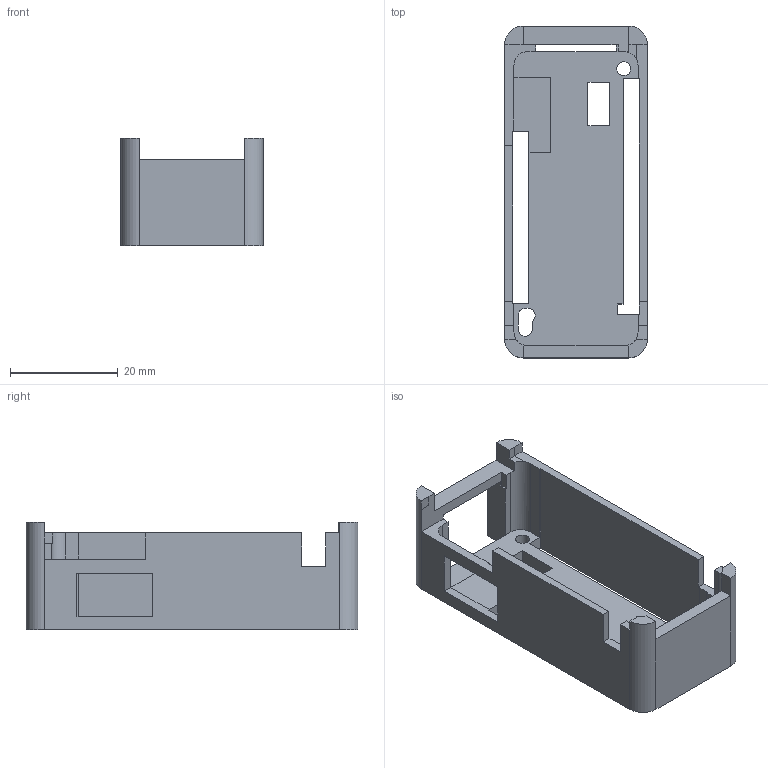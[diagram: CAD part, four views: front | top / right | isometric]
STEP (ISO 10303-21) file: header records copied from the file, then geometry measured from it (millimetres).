
FILE_DESCRIPTION(('FreeCAD Model'),'2;1');
FILE_NAME('Open CASCADE Shape Model','2022-03-31T17:17:35',('Author'),( ''),'Open CASCADE STEP processor 7.5','FreeCAD','Unknown');
FILE_SCHEMA(('AUTOMOTIVE_DESIGN { 1 0 10303 214 1 1 1 1 }'));
Length unit declared in the file: millimetre
Products named in the file (1): EmotiBitCase-01
Bounding box: 26.42 x 61.47 x 20 mm (x, y, z)
Volume: 7066.5 mm3; surface area: 7930.1 mm2
Topology: 1 solids, 1 shells, 86 faces, 259 edges, 170 vertices
Faces by surface type: plane 74, cylinder 12
Full cylindrical faces by diameter (mm): 2.6 x1
Entity records: 2919 total; most frequent: ORIENTED_EDGE 518, CARTESIAN_POINT 516, DIRECTION 463, EDGE_CURVE 259, LINE 229, VECTOR 229, VERTEX_POINT 170, AXIS2_PLACEMENT_3D 117
